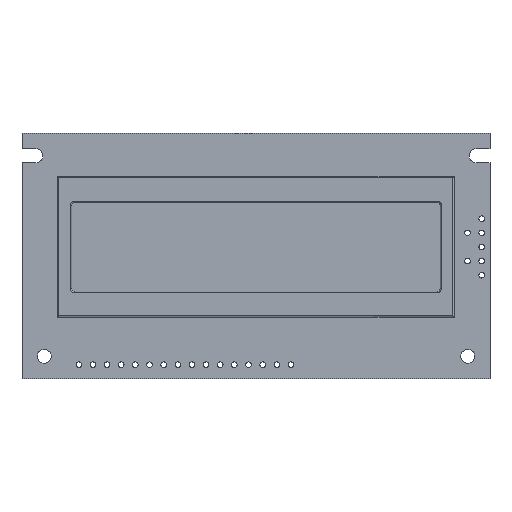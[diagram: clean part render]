
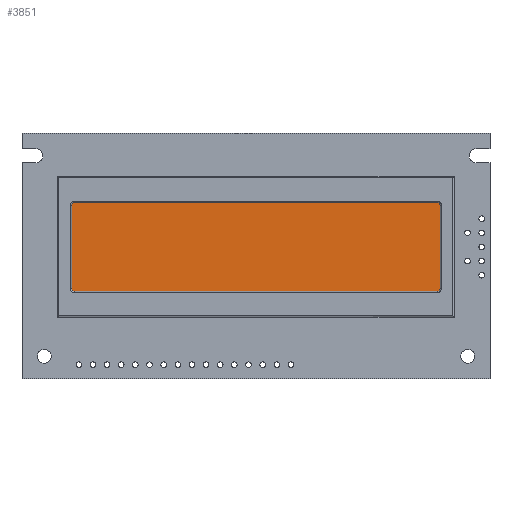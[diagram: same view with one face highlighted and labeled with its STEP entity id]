
A CAD part, top view. The second image highlights one B-rep face of the part: STEP entity #3851.
In plain terms, the highlighted planar face has unit normal (0, 0, 1).
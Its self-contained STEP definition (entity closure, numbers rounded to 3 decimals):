
#55 = VERTEX_POINT ( 'NONE', #3645 ) ;
#237 = VERTEX_POINT ( 'NONE', #8997 ) ;
#372 = AXIS2_PLACEMENT_3D ( 'NONE', #6706, #2317, #7435 ) ;
#565 = CIRCLE ( 'NONE', #7082, 0.5 ) ;
#636 = CARTESIAN_POINT ( 'NONE',  ( -41.683, 6.798, 5.6 ) ) ;
#1073 = EDGE_CURVE ( 'NONE', #2369, #55, #7539, .T. ) ;
#1171 = CARTESIAN_POINT ( 'NONE',  ( -41.183, -8.702, 5.6 ) ) ;
#1377 = DIRECTION ( 'NONE',  ( 0., -1., 0. ) ) ;
#1464 = CARTESIAN_POINT ( 'NONE',  ( -41.183, -8.202, 5.6 ) ) ;
#1495 = CIRCLE ( 'NONE', #1899, 0.5 ) ;
#1541 = ORIENTED_EDGE ( 'NONE', *, *, #7166, .T. ) ;
#1689 = VECTOR ( 'NONE', #1377, 1000. ) ;
#1696 = CARTESIAN_POINT ( 'NONE',  ( 24.017, 7.298, 5.6 ) ) ;
#1899 = AXIS2_PLACEMENT_3D ( 'NONE', #1464, #6603, #2206 ) ;
#1942 = ORIENTED_EDGE ( 'NONE', *, *, #4511, .T. ) ;
#2010 = CARTESIAN_POINT ( 'NONE',  ( 24.017, 6.798, 5.6 ) ) ;
#2046 = VERTEX_POINT ( 'NONE', #8820 ) ;
#2149 = CIRCLE ( 'NONE', #372, 0.5 ) ;
#2206 = DIRECTION ( 'NONE',  ( -1., 0., 0. ) ) ;
#2317 = DIRECTION ( 'NONE',  ( 0., 0., 1. ) ) ;
#2369 = VERTEX_POINT ( 'NONE', #3097 ) ;
#2531 = ORIENTED_EDGE ( 'NONE', *, *, #1073, .T. ) ;
#2648 = PLANE ( 'NONE',  #7195 ) ;
#2738 = DIRECTION ( 'NONE',  ( 1., 0., 0. ) ) ;
#2879 = EDGE_CURVE ( 'NONE', #55, #8407, #1495, .T. ) ;
#2901 = DIRECTION ( 'NONE',  ( 0., 0., 1. ) ) ;
#3097 = CARTESIAN_POINT ( 'NONE',  ( -41.683, 6.798, 5.6 ) ) ;
#3158 = CARTESIAN_POINT ( 'NONE',  ( 24.517, -8.202, 5.6 ) ) ;
#3422 = EDGE_LOOP ( 'NONE', ( #6514, #5393, #1942, #1541, #6216, #2531, #6255, #5204 ) ) ;
#3645 = CARTESIAN_POINT ( 'NONE',  ( -41.683, -8.202, 5.6 ) ) ;
#3788 = CARTESIAN_POINT ( 'NONE',  ( -41.183, 7.298, 5.6 ) ) ;
#3851 = ADVANCED_FACE ( 'NONE', ( #8139 ), #2648, .T. ) ;
#3895 = VECTOR ( 'NONE', #4536, 1000. ) ;
#3944 = DIRECTION ( 'NONE',  ( 0., 0., 1. ) ) ;
#4140 = LINE ( 'NONE', #3788, #3895 ) ;
#4511 = EDGE_CURVE ( 'NONE', #7723, #5767, #9039, .T. ) ;
#4521 = EDGE_CURVE ( 'NONE', #6416, #7723, #8586, .T. ) ;
#4536 = DIRECTION ( 'NONE',  ( -1., 0., 0. ) ) ;
#4759 = EDGE_CURVE ( 'NONE', #237, #2369, #2149, .T. ) ;
#4769 = EDGE_CURVE ( 'NONE', #8407, #2046, #7779, .T. ) ;
#5204 = ORIENTED_EDGE ( 'NONE', *, *, #4769, .T. ) ;
#5393 = ORIENTED_EDGE ( 'NONE', *, *, #4521, .T. ) ;
#5656 = CARTESIAN_POINT ( 'NONE',  ( 24.517, 6.798, 5.6 ) ) ;
#5680 = DIRECTION ( 'NONE',  ( 0., 1., 0. ) ) ;
#5767 = VERTEX_POINT ( 'NONE', #1696 ) ;
#5802 = VECTOR ( 'NONE', #8181, 1000. ) ;
#6216 = ORIENTED_EDGE ( 'NONE', *, *, #4759, .T. ) ;
#6255 = ORIENTED_EDGE ( 'NONE', *, *, #2879, .T. ) ;
#6416 = VERTEX_POINT ( 'NONE', #3158 ) ;
#6514 = ORIENTED_EDGE ( 'NONE', *, *, #8080, .T. ) ;
#6603 = DIRECTION ( 'NONE',  ( 0., 0., 1. ) ) ;
#6631 = VECTOR ( 'NONE', #5680, 1000. ) ;
#6706 = CARTESIAN_POINT ( 'NONE',  ( -41.183, 6.798, 5.6 ) ) ;
#7082 = AXIS2_PLACEMENT_3D ( 'NONE', #7292, #2901, #8021 ) ;
#7142 = DIRECTION ( 'NONE',  ( 0., 0., 1. ) ) ;
#7166 = EDGE_CURVE ( 'NONE', #5767, #237, #4140, .T. ) ;
#7195 = AXIS2_PLACEMENT_3D ( 'NONE', #8344, #3944, #9082 ) ;
#7292 = CARTESIAN_POINT ( 'NONE',  ( 24.017, -8.202, 5.6 ) ) ;
#7435 = DIRECTION ( 'NONE',  ( -1., 0., 0. ) ) ;
#7539 = LINE ( 'NONE', #636, #1689 ) ;
#7617 = AXIS2_PLACEMENT_3D ( 'NONE', #2010, #7142, #2738 ) ;
#7723 = VERTEX_POINT ( 'NONE', #8333 ) ;
#7779 = LINE ( 'NONE', #8850, #5802 ) ;
#8021 = DIRECTION ( 'NONE',  ( 1., 0., 0. ) ) ;
#8080 = EDGE_CURVE ( 'NONE', #2046, #6416, #565, .T. ) ;
#8139 = FACE_OUTER_BOUND ( 'NONE', #3422, .T. ) ;
#8181 = DIRECTION ( 'NONE',  ( 1., 0., 0. ) ) ;
#8333 = CARTESIAN_POINT ( 'NONE',  ( 24.517, 6.798, 5.6 ) ) ;
#8344 = CARTESIAN_POINT ( 'NONE',  ( 24.017, -8.202, 5.6 ) ) ;
#8407 = VERTEX_POINT ( 'NONE', #1171 ) ;
#8586 = LINE ( 'NONE', #5656, #6631 ) ;
#8820 = CARTESIAN_POINT ( 'NONE',  ( 24.017, -8.702, 5.6 ) ) ;
#8850 = CARTESIAN_POINT ( 'NONE',  ( -41.183, -8.702, 5.6 ) ) ;
#8997 = CARTESIAN_POINT ( 'NONE',  ( -41.183, 7.298, 5.6 ) ) ;
#9039 = CIRCLE ( 'NONE', #7617, 0.5 ) ;
#9082 = DIRECTION ( 'NONE',  ( 1., 0., 0. ) ) ;
